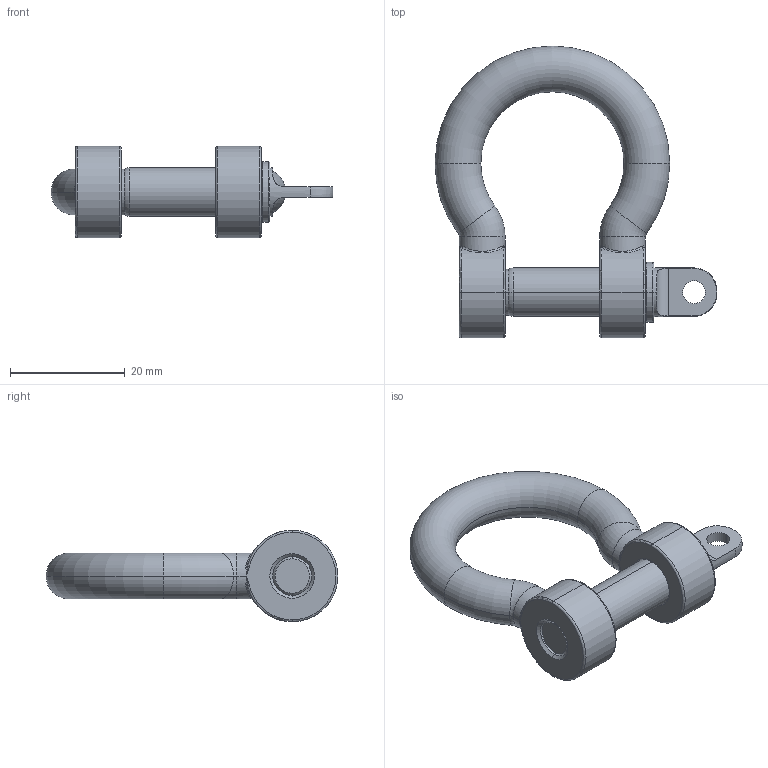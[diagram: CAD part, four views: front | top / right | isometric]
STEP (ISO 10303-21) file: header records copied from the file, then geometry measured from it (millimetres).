
FILE_DESCRIPTION (( 'STEP AP203' ), '1' );
FILE_NAME ('10005108.STEP', '2018-06-14T12:13:06', ( '' ), ( '' ), 'SwSTEP 2.0', 'SolidWorks 2015', '' );
FILE_SCHEMA (( 'CONFIG_CONTROL_DESIGN' ));
Length unit declared in the file: millimetre
Products named in the file (3): 1000510X Teil2_10005108 Teil2; 10005108; 1000510X Teil1_10005108 Teil1
Assembly tree (2 placements, depth 2):
  10005108
    1000510X Teil1_10005108 Teil1
    1000510X Teil2_10005108 Teil2
Bounding box: 49.25 x 51 x 16 mm (x, y, z)
Volume: 8689.4 mm3; surface area: 4984.1 mm2
Topology: 2 solids, 2 shells, 314 faces, 797 edges, 498 vertices
Faces by surface type: bspline 137, plane 109, torus 36, cylinder 26, cone 6
Entity records: 17102 total; most frequent: CARTESIAN_POINT 10183, ORIENTED_EDGE 1562, DIRECTION 1017, EDGE_CURVE 781, VERTEX_POINT 498, LINE 361, VECTOR 361, EDGE_LOOP 347
